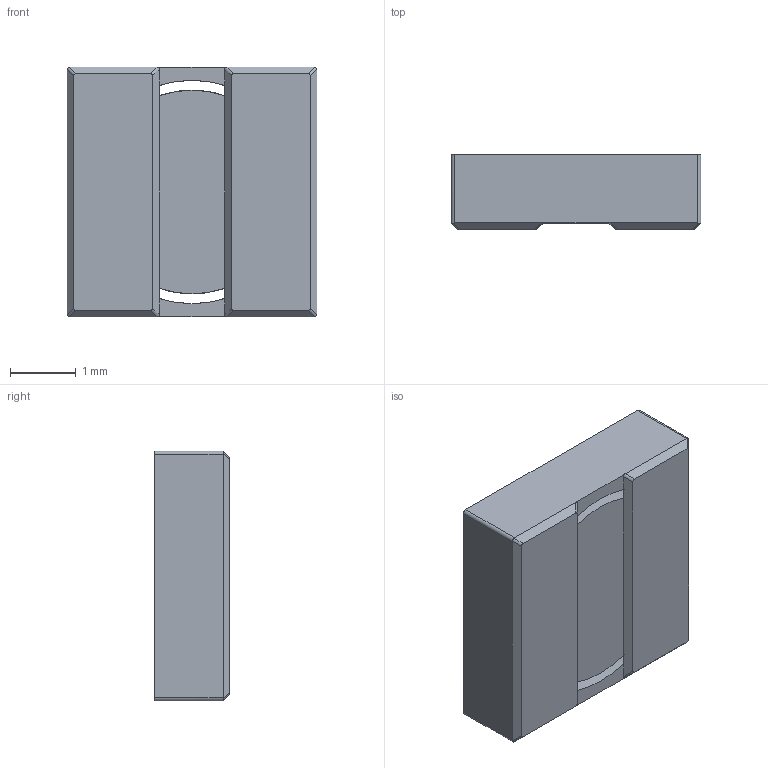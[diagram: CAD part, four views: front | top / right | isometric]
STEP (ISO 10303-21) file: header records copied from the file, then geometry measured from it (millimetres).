
FILE_DESCRIPTION((''),'2;1');
FILE_NAME('SRR3011','2012-07-12T',('ryans'),('Bourns, Inc.'),'PRO/ENGINEER BY PARAMETRIC TECHNOLOGY CORPORATION, 2010100','PRO/ENGINEER BY PARAMETRIC TECHNOLOGY CORPORATION, 2010100','');
FILE_SCHEMA(('CONFIG_CONTROL_DESIGN'));
Length unit declared in the file: millimetre
Products named in the file (1): SRR3011
Bounding box: 3.8 x 1.15 x 3.8 mm (x, y, z)
Volume: 14.4 mm3; surface area: 66.9 mm2
Topology: 1 solids, 1 shells, 45 faces, 126 edges, 80 vertices
Faces by surface type: plane 25, cylinder 18, cone 2
Entity records: 1504 total; most frequent: CARTESIAN_POINT 335, ORIENTED_EDGE 252, DIRECTION 214, EDGE_CURVE 126, VERTEX_POINT 80, VECTOR 72, LINE 72, AXIS2_PLACEMENT_3D 71
